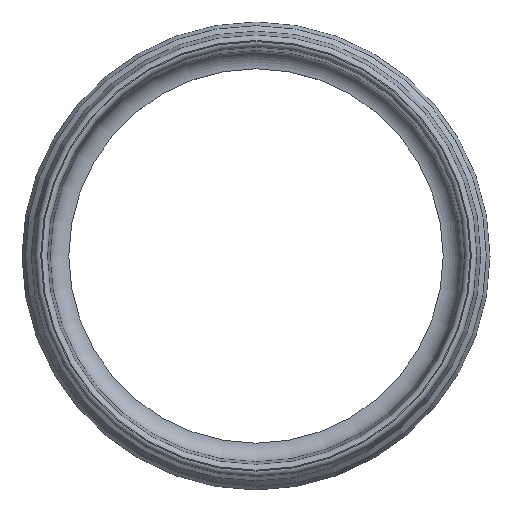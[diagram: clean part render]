
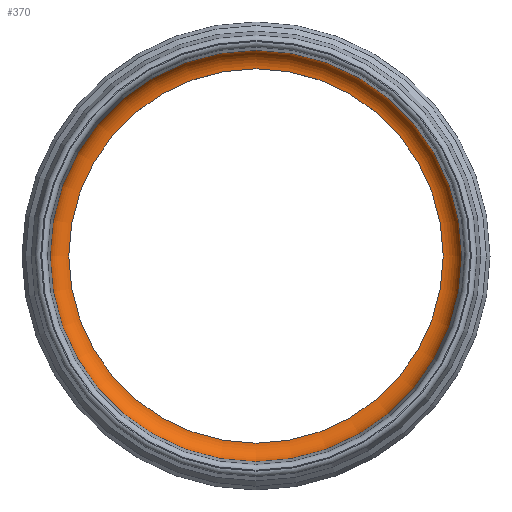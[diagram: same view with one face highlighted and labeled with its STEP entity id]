
A CAD part, top view. The second image highlights one B-rep face of the part: STEP entity #370.
In plain terms, the highlighted toroidal (fillet/blend) face has major radius 1000 mm and minor radius 100 mm.
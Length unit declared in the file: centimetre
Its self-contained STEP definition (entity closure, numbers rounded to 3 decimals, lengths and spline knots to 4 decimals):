
#30=TOROIDAL_SURFACE('',#431,100.,10.);
#68=FACE_OUTER_BOUND('',#98,.T.);
#98=EDGE_LOOP('',(#338,#339,#340,#341,#342,#343));
#129=CIRCLE('',#374,110.);
#131=CIRCLE('',#376,110.);
#161=CIRCLE('',#429,100.);
#162=CIRCLE('',#430,100.);
#163=CIRCLE('',#432,10.);
#164=VERTEX_POINT('',#572);
#165=VERTEX_POINT('',#573);
#192=VERTEX_POINT('',#669);
#193=VERTEX_POINT('',#671);
#194=EDGE_CURVE('',#164,#165,#129,.T.);
#197=EDGE_CURVE('',#165,#164,#131,.T.);
#241=EDGE_CURVE('',#193,#192,#161,.T.);
#242=EDGE_CURVE('',#192,#193,#162,.T.);
#243=EDGE_CURVE('',#193,#164,#163,.T.);
#338=ORIENTED_EDGE('',*,*,#241,.T.);
#339=ORIENTED_EDGE('',*,*,#242,.T.);
#340=ORIENTED_EDGE('',*,*,#243,.T.);
#341=ORIENTED_EDGE('',*,*,#197,.F.);
#342=ORIENTED_EDGE('',*,*,#194,.F.);
#343=ORIENTED_EDGE('',*,*,#243,.F.);
#370=ADVANCED_FACE('',(#68),#30,.F.);
#374=AXIS2_PLACEMENT_3D('',#574,#437,#438);
#376=AXIS2_PLACEMENT_3D('',#578,#442,#443);
#429=AXIS2_PLACEMENT_3D('',#672,#562,#563);
#430=AXIS2_PLACEMENT_3D('',#673,#564,#565);
#431=AXIS2_PLACEMENT_3D('',#674,#566,#567);
#432=AXIS2_PLACEMENT_3D('',#675,#568,#569);
#437=DIRECTION('center_axis',(0.,0.,-1.));
#438=DIRECTION('ref_axis',(1.,0.,0.));
#442=DIRECTION('center_axis',(0.,0.,-1.));
#443=DIRECTION('ref_axis',(1.,0.,0.));
#562=DIRECTION('center_axis',(0.,0.,-1.));
#563=DIRECTION('ref_axis',(1.,0.,0.));
#564=DIRECTION('center_axis',(0.,0.,-1.));
#565=DIRECTION('ref_axis',(1.,0.,0.));
#566=DIRECTION('center_axis',(0.,0.,-1.));
#567=DIRECTION('ref_axis',(0.,1.,0.));
#568=DIRECTION('center_axis',(-1.,0.,0.));
#569=DIRECTION('ref_axis',(0.,-1.,0.));
#572=CARTESIAN_POINT('',(0.,-110.,12.));
#573=CARTESIAN_POINT('',(110.,0.,12.));
#574=CARTESIAN_POINT('Origin',(0.,0.,12.));
#578=CARTESIAN_POINT('Origin',(0.,0.,12.));
#669=CARTESIAN_POINT('',(100.,0.,2.));
#671=CARTESIAN_POINT('',(0.,-100.,2.));
#672=CARTESIAN_POINT('Origin',(0.,0.,2.));
#673=CARTESIAN_POINT('Origin',(0.,0.,2.));
#674=CARTESIAN_POINT('Origin',(0.,0.,12.));
#675=CARTESIAN_POINT('Origin',(0.,-100.,12.));
